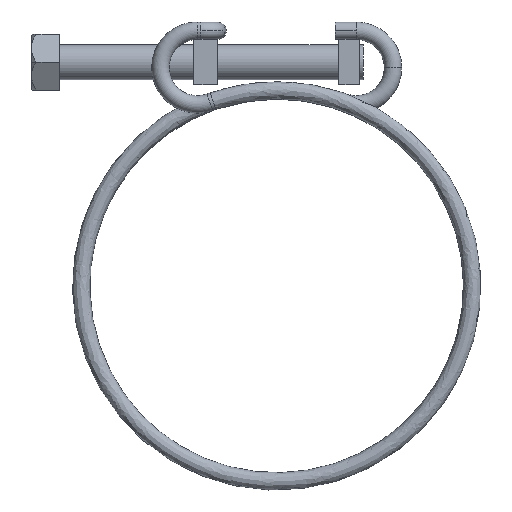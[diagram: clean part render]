
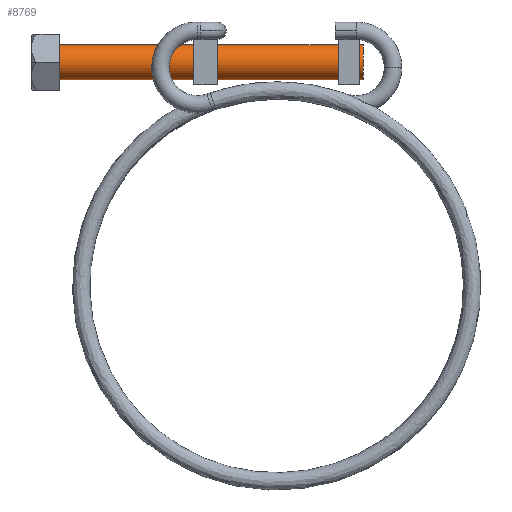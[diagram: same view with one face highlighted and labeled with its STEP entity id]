
A CAD part, top view. The second image highlights one B-rep face of the part: STEP entity #8769.
In plain terms, the highlighted cylindrical face has radius 2.5 mm (diameter 5 mm), a partial arc.
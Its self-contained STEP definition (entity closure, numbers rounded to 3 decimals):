
#51 = AXIS2_PLACEMENT_3D ( 'NONE', #1083, #8070, #3849 ) ;
#237 = CYLINDRICAL_SURFACE ( 'NONE', #5143, 2.5 ) ;
#648 = CARTESIAN_POINT ( 'NONE',  ( 12.382, 34.55, 0. ) ) ;
#678 = EDGE_LOOP ( 'NONE', ( #5198, #1568, #1512, #2602 ) ) ;
#751 = DIRECTION ( 'NONE',  ( -1., 0., 0. ) ) ;
#915 = DIRECTION ( 'NONE',  ( 0., -1., 0. ) ) ;
#1083 = CARTESIAN_POINT ( 'NONE',  ( -31.118, 32.05, 0. ) ) ;
#1208 = DIRECTION ( 'NONE',  ( -1., 0., 0. ) ) ;
#1512 = ORIENTED_EDGE ( 'NONE', *, *, #3686, .T. ) ;
#1568 = ORIENTED_EDGE ( 'NONE', *, *, #3376, .T. ) ;
#1614 = VERTEX_POINT ( 'NONE', #6590 ) ;
#1847 = CARTESIAN_POINT ( 'NONE',  ( 12.382, 32.05, 0. ) ) ;
#2307 = DIRECTION ( 'NONE',  ( 0., 1., 0. ) ) ;
#2528 = CARTESIAN_POINT ( 'NONE',  ( -31.118, 29.55, 0. ) ) ;
#2564 = DIRECTION ( 'NONE',  ( 1., 0., 0. ) ) ;
#2602 = ORIENTED_EDGE ( 'NONE', *, *, #5308, .F. ) ;
#2800 = EDGE_CURVE ( 'NONE', #3354, #6064, #3273, .T. ) ;
#3055 = CARTESIAN_POINT ( 'NONE',  ( 12.382, 32.05, 0. ) ) ;
#3127 = CARTESIAN_POINT ( 'NONE',  ( 12.382, 34.55, 0. ) ) ;
#3215 = LINE ( 'NONE', #648, #7971 ) ;
#3273 = CIRCLE ( 'NONE', #4843, 2.5 ) ;
#3354 = VERTEX_POINT ( 'NONE', #3127 ) ;
#3376 = EDGE_CURVE ( 'NONE', #3354, #1614, #3215, .T. ) ;
#3686 = EDGE_CURVE ( 'NONE', #1614, #6151, #4620, .T. ) ;
#3849 = DIRECTION ( 'NONE',  ( 0., 1., 0. ) ) ;
#3858 = DIRECTION ( 'NONE',  ( -1., 0., 0. ) ) ;
#4244 = CARTESIAN_POINT ( 'NONE',  ( 12.382, 29.55, 0. ) ) ;
#4297 = CARTESIAN_POINT ( 'NONE',  ( 12.382, 29.55, 0. ) ) ;
#4620 = CIRCLE ( 'NONE', #51, 2.5 ) ;
#4843 = AXIS2_PLACEMENT_3D ( 'NONE', #1847, #2564, #2307 ) ;
#4940 = LINE ( 'NONE', #4297, #5336 ) ;
#5143 = AXIS2_PLACEMENT_3D ( 'NONE', #3055, #3858, #915 ) ;
#5198 = ORIENTED_EDGE ( 'NONE', *, *, #2800, .F. ) ;
#5308 = EDGE_CURVE ( 'NONE', #6064, #6151, #4940, .T. ) ;
#5336 = VECTOR ( 'NONE', #751, 1000. ) ;
#6064 = VERTEX_POINT ( 'NONE', #4244 ) ;
#6151 = VERTEX_POINT ( 'NONE', #2528 ) ;
#6590 = CARTESIAN_POINT ( 'NONE',  ( -31.118, 34.55, 0. ) ) ;
#7310 = FACE_OUTER_BOUND ( 'NONE', #678, .T. ) ;
#7971 = VECTOR ( 'NONE', #1208, 1000. ) ;
#8070 = DIRECTION ( 'NONE',  ( 1., 0., 0. ) ) ;
#8769 = ADVANCED_FACE ( 'NONE', ( #7310 ), #237, .T. ) ;
